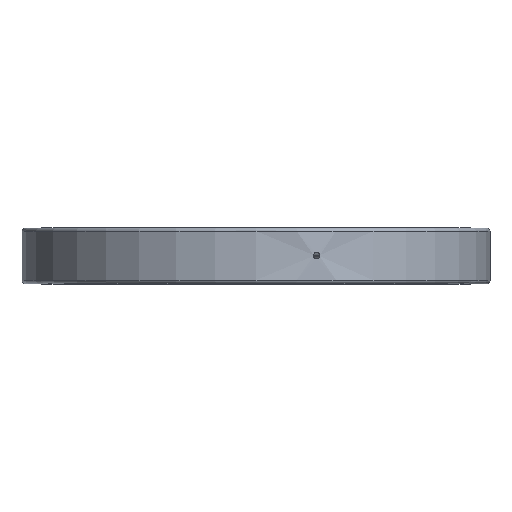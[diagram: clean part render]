
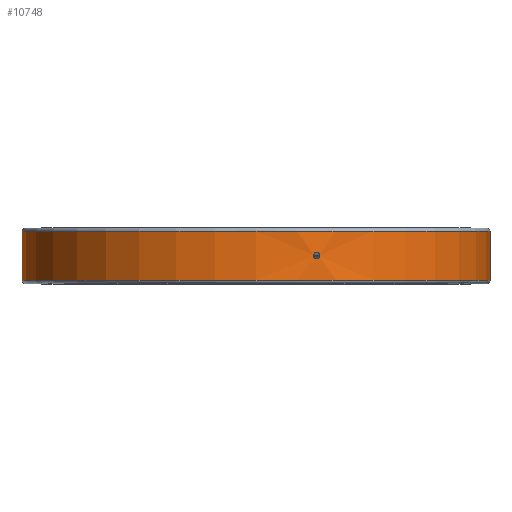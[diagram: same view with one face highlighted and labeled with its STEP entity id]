
A CAD part, top view. The second image highlights one B-rep face of the part: STEP entity #10748.
In plain terms, the highlighted cylindrical face has radius 105 mm (diameter 210 mm), a partial arc.
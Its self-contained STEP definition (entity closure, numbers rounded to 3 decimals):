
#7742=CARTESIAN_POINT('POINT581',(-105.,23.5,
   0.));
#7743=VERTEX_POINT('VERTEX581',#7742);
#7752=CARTESIAN_POINT('POINT582',(105.,23.5,
   0.));
#7753=VERTEX_POINT('VERTEX582',#7752);
#7776=CARTESIAN_POINT('POINT583',(-105.,1.5,
   0.));
#7777=VERTEX_POINT('VERTEX583',#7776);
#7785=CARTESIAN_POINT('POINT584',(105.,1.5,
   0.));
#7786=VERTEX_POINT('VERTEX584',#7785);
#9101=CARTESIAN_POINT('POS639',(0.,1.5,0.));
#9102=DIRECTION('DIR1037',(0.,1.,0.));
#9103=DIRECTION('DIR1038',(1.,0.,0.));
#9104=AXIS2_PLACEMENT_3D('AXIS399',#9101,#9102,#9103);
#9105=CIRCLE('ELLIPSE231',#9104,105.);
#9106=EDGE_CURVE('EDGE984',#7777,#7786,#9105,.T.);
#9112=CARTESIAN_POINT('POS640',(0.,23.5,0.));
#9113=DIRECTION('DIR1039',(0.,1.,0.));
#9114=DIRECTION('DIR1040',(1.,0.,0.));
#9115=AXIS2_PLACEMENT_3D('AXIS400',#9112,#9113,#9114);
#9116=CIRCLE('ELLIPSE232',#9115,105.);
#9117=EDGE_CURVE('EDGE985',#7743,#7753,#9116,.T.);
#10465=CARTESIAN_POINT('POS737',(105.,18.,
   0.));
#10466=DIRECTION('DIR1226',(0.,1.,0.));
#10467=VECTOR('VEC248',#10466,1.);
#10468=LINE('STRAIGHT248',#10465,#10467);
#10469=EDGE_CURVE('EDGE1109',#7786,#7753,#10468,.T.);
#10472=CARTESIAN_POINT('POS738',(-105.,18.,
   0.));
#10473=DIRECTION('DIR1227',(0.,-1.,0.));
#10474=VECTOR('VEC249',#10473,1.);
#10475=LINE('STRAIGHT249',#10472,#10474);
#10476=EDGE_CURVE('EDGE1110',#7743,#7777,#10475,.T.);
#10543=CARTESIAN_POINT('POS739',(0.,18.,0.));
#10544=DIRECTION('DIR1228',(0.,1.,0.));
#10545=DIRECTION('DIR1229',(1.,0.,0.));
#10546=AXIS2_PLACEMENT_3D('AXIS490',#10543,#10544,#10545);
#10547=CYLINDRICAL_SURFACE('CONE_SURF101',#10546,105.);
#10680=ORIENTED_EDGE('COEDGE2120',*,*,#10469,.T.);
#10681=ORIENTED_EDGE('COEDGE2121',*,*,#9117,.F.);
#10682=ORIENTED_EDGE('COEDGE2122',*,*,#10476,.T.);
#10683=ORIENTED_EDGE('COEDGE2123',*,*,#9106,.T.);
#10684=EDGE_LOOP('NONE',(#10680,#10681,#10682,#10683));
#10685=FACE_BOUND('LOOP1',#10684,.T.);
#10686=CARTESIAN_POINT('POINT767',(27.176,14.,
   101.422));
#10687=VERTEX_POINT('VERTEX767',#10686);
#10688=CARTESIAN_POINT('POINT768',(28.622,12.5,
   101.024));
#10689=VERTEX_POINT('VERTEX768',#10688);
#10690=B_SPLINE_CURVE_WITH_KNOTS('SPLINE_CRV226',3,(#10691,#10692,#10693
   ,#10694,#10695,#10696,#10697,#10698,#10699,#10700),.UNSPECIFIED.,.F.,
   .F.,(4,2,2,2,4),(2.26,2.825,
   3.39,3.955,4.52),
   .UNSPECIFIED.);
#10691=CARTESIAN_POINT('',(27.176,14.,
   101.422));
#10692=CARTESIAN_POINT('',(27.358,14.,
   101.373));
#10693=CARTESIAN_POINT('',(27.552,13.962,
   101.321));
#10694=CARTESIAN_POINT('',(27.908,13.809,
   101.223));
#10695=CARTESIAN_POINT('',(28.071,13.694,
   101.178));
#10696=CARTESIAN_POINT('',(28.327,13.427,
   101.107));
#10697=CARTESIAN_POINT('',(28.439,13.259,
   101.075));
#10698=CARTESIAN_POINT('',(28.586,12.889,
   101.034));
#10699=CARTESIAN_POINT('',(28.622,12.688,
   101.024));
#10700=CARTESIAN_POINT('',(28.622,12.5,
   101.024));
#10701=EDGE_CURVE('EDGE1125',#10687,#10689,#10690,.T.);
#10702=ORIENTED_EDGE('COEDGE2124',*,*,#10701,.T.);
#10703=CARTESIAN_POINT('POINT769',(27.176,11.,
   101.422));
#10704=VERTEX_POINT('VERTEX769',#10703);
#10705=B_SPLINE_CURVE_WITH_KNOTS('SPLINE_CRV227',3,(#10706,#10707,#10708
   ,#10709,#10710,#10711,#10712,#10713,#10714,#10715),.UNSPECIFIED.,.F.,
   .F.,(4,2,2,2,4),(4.52,5.085,
   5.65,6.215,6.78),
   .UNSPECIFIED.);
#10706=CARTESIAN_POINT('',(28.622,12.5,
   101.024));
#10707=CARTESIAN_POINT('',(28.622,12.312,
   101.024));
#10708=CARTESIAN_POINT('',(28.586,12.111,
   101.034));
#10709=CARTESIAN_POINT('',(28.439,11.741,
   101.075));
#10710=CARTESIAN_POINT('',(28.327,11.573,
   101.107));
#10711=CARTESIAN_POINT('',(28.071,11.306,
   101.178));
#10712=CARTESIAN_POINT('',(27.908,11.191,
   101.223));
#10713=CARTESIAN_POINT('',(27.552,11.038,
   101.321));
#10714=CARTESIAN_POINT('',(27.358,11.,
   101.373));
#10715=CARTESIAN_POINT('',(27.176,11.,
   101.422));
#10716=EDGE_CURVE('EDGE1126',#10689,#10704,#10705,.T.);
#10717=ORIENTED_EDGE('COEDGE2125',*,*,#10716,.T.);
#10718=CARTESIAN_POINT('POINT770',(25.724,12.5,
   101.8));
#10719=VERTEX_POINT('VERTEX770',#10718);
#10720=B_SPLINE_CURVE_WITH_KNOTS('SPLINE_CRV228',3,(#10721,#10722,#10723
   ,#10724,#10725,#10726,#10727,#10728,#10729,#10730),.UNSPECIFIED.,.F.,
   .F.,(4,2,2,2,4),(6.78,7.345,
   7.911,8.476,9.041),
   .UNSPECIFIED.);
#10721=CARTESIAN_POINT('',(27.176,11.,
   101.422));
#10722=CARTESIAN_POINT('',(26.994,11.,
   101.471));
#10723=CARTESIAN_POINT('',(26.8,11.038,
   101.522));
#10724=CARTESIAN_POINT('',(26.442,11.191,
   101.616));
#10725=CARTESIAN_POINT('',(26.279,11.306,
   101.658));
#10726=CARTESIAN_POINT('',(26.021,11.573,
   101.725));
#10727=CARTESIAN_POINT('',(25.909,11.741,
   101.753));
#10728=CARTESIAN_POINT('',(25.761,12.111,
   101.791));
#10729=CARTESIAN_POINT('',(25.724,12.312,
   101.8));
#10730=CARTESIAN_POINT('',(25.724,12.5,
   101.8));
#10731=EDGE_CURVE('EDGE1127',#10704,#10719,#10720,.T.);
#10732=ORIENTED_EDGE('COEDGE2126',*,*,#10731,.T.);
#10733=B_SPLINE_CURVE_WITH_KNOTS('SPLINE_CRV229',3,(#10734,#10735,#10736
   ,#10737,#10738,#10739,#10740,#10741,#10742,#10743),.UNSPECIFIED.,.F.,
   .F.,(4,2,2,2,4),(9.041,9.606,
   10.171,10.736,11.301),
   .UNSPECIFIED.);
#10734=CARTESIAN_POINT('',(25.724,12.5,
   101.8));
#10735=CARTESIAN_POINT('',(25.724,12.688,
   101.8));
#10736=CARTESIAN_POINT('',(25.761,12.889,
   101.791));
#10737=CARTESIAN_POINT('',(25.909,13.259,
   101.753));
#10738=CARTESIAN_POINT('',(26.021,13.427,
   101.725));
#10739=CARTESIAN_POINT('',(26.279,13.694,
   101.658));
#10740=CARTESIAN_POINT('',(26.442,13.809,
   101.616));
#10741=CARTESIAN_POINT('',(26.8,13.962,
   101.522));
#10742=CARTESIAN_POINT('',(26.994,14.,
   101.471));
#10743=CARTESIAN_POINT('',(27.176,14.,
   101.422));
#10744=EDGE_CURVE('EDGE1128',#10719,#10687,#10733,.T.);
#10745=ORIENTED_EDGE('COEDGE2127',*,*,#10744,.T.);
#10746=EDGE_LOOP('NONE',(#10702,#10717,#10732,#10745));
#10747=FACE_BOUND('LOOP1',#10746,.T.);
#10748=ADVANCED_FACE('FACE371',(#10685,#10747),#10547,.T.);
